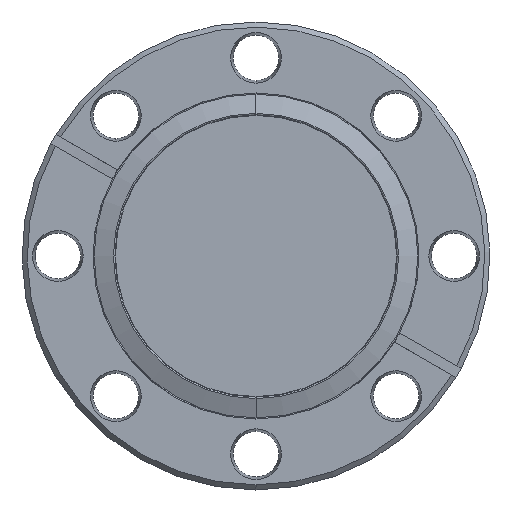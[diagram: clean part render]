
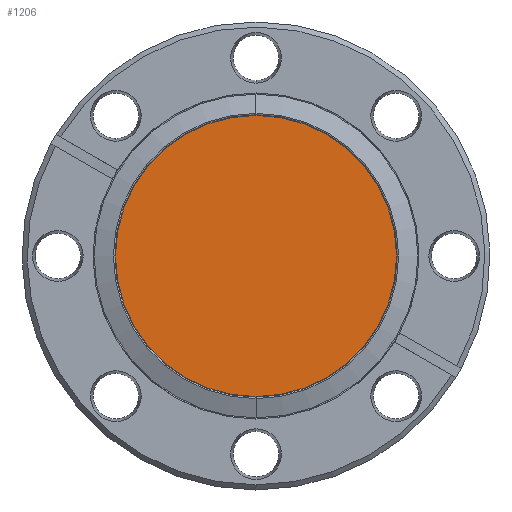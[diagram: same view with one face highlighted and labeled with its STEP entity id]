
A CAD part, left-side view. The second image highlights one B-rep face of the part: STEP entity #1206.
In plain terms, the highlighted planar face has unit normal (-1, 0, 0).
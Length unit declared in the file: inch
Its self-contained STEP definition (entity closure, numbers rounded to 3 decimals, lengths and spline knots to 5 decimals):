
#45 = PLANE ( 'NONE',  #2577 ) ;
#134 = CIRCLE ( 'NONE', #1994, 0.82 ) ;
#192 = EDGE_CURVE ( 'NONE', #2705, #2585, #1260, .T. ) ;
#319 = DIRECTION ( 'NONE',  ( 0., 0., -1. ) ) ;
#652 = CARTESIAN_POINT ( 'NONE',  ( 0.051, 0., -0.82 ) ) ;
#776 = CARTESIAN_POINT ( 'NONE',  ( 0.051, 0.825, 0. ) ) ;
#1087 = ORIENTED_EDGE ( 'NONE', *, *, #192, .T. ) ;
#1091 = DIRECTION ( 'NONE',  ( -1., 0., 0. ) ) ;
#1110 = DIRECTION ( 'NONE',  ( 0., 0., -1. ) ) ;
#1206 = ADVANCED_FACE ( 'NONE', ( #2755 ), #45, .F. ) ;
#1260 = CIRCLE ( 'NONE', #1894, 0.82 ) ;
#1689 = CARTESIAN_POINT ( 'NONE',  ( 0.051, 0., 0.82 ) ) ;
#1811 = EDGE_CURVE ( 'NONE', #2585, #2705, #134, .T. ) ;
#1828 = DIRECTION ( 'NONE',  ( -1., 0., 0. ) ) ;
#1894 = AXIS2_PLACEMENT_3D ( 'NONE', #2246, #1091, #2231 ) ;
#1994 = AXIS2_PLACEMENT_3D ( 'NONE', #2251, #1828, #1110 ) ;
#2019 = ORIENTED_EDGE ( 'NONE', *, *, #1811, .T. ) ;
#2186 = EDGE_LOOP ( 'NONE', ( #1087, #2019 ) ) ;
#2231 = DIRECTION ( 'NONE',  ( 0., 0., -1. ) ) ;
#2246 = CARTESIAN_POINT ( 'NONE',  ( 0.051, 0., 0. ) ) ;
#2251 = CARTESIAN_POINT ( 'NONE',  ( 0.051, 0., 0. ) ) ;
#2333 = DIRECTION ( 'NONE',  ( 1., 0., 0. ) ) ;
#2577 = AXIS2_PLACEMENT_3D ( 'NONE', #776, #2333, #319 ) ;
#2585 = VERTEX_POINT ( 'NONE', #1689 ) ;
#2705 = VERTEX_POINT ( 'NONE', #652 ) ;
#2755 = FACE_OUTER_BOUND ( 'NONE', #2186, .T. ) ;
